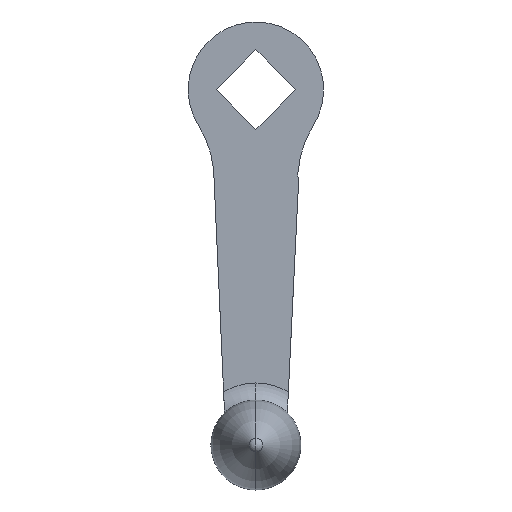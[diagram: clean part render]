
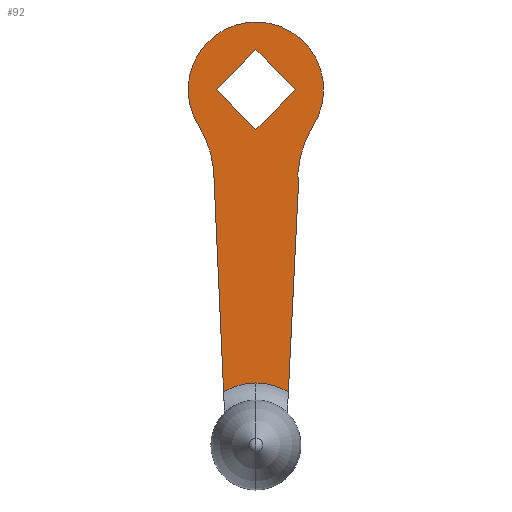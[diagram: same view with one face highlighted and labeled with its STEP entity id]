
A CAD part, front view. The second image highlights one B-rep face of the part: STEP entity #92.
In plain terms, the highlighted planar face has unit normal (0, -1, 0).
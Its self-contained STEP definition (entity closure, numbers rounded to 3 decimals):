
#92=ADVANCED_FACE('',(#194,#195),#196,.F.);
#194=FACE_OUTER_BOUND('',#306,.T.);
#195=FACE_BOUND('',#307,.T.);
#196=PLANE('',#308);
#306=EDGE_LOOP('',(#495,#496,#497,#498,#499,#500,#501,#502));
#307=EDGE_LOOP('',(#503,#504,#505,#506));
#308=AXIS2_PLACEMENT_3D('',#507,#508,#509);
#495=ORIENTED_EDGE('',*,*,#707,.F.);
#496=ORIENTED_EDGE('',*,*,#708,.T.);
#497=ORIENTED_EDGE('',*,*,#674,.T.);
#498=ORIENTED_EDGE('',*,*,#709,.F.);
#499=ORIENTED_EDGE('',*,*,#710,.F.);
#500=ORIENTED_EDGE('',*,*,#661,.F.);
#501=ORIENTED_EDGE('',*,*,#711,.F.);
#502=ORIENTED_EDGE('',*,*,#712,.F.);
#503=ORIENTED_EDGE('',*,*,#713,.F.);
#504=ORIENTED_EDGE('',*,*,#714,.F.);
#505=ORIENTED_EDGE('',*,*,#715,.F.);
#506=ORIENTED_EDGE('',*,*,#716,.F.);
#507=CARTESIAN_POINT('',(0.,-20.0,-10.5));
#508=DIRECTION('',(-0.0,1.0,0.0));
#509=DIRECTION('',(0.,0.0,1.0));
#661=EDGE_CURVE('',#779,#782,#783,.T.);
#674=EDGE_CURVE('',#800,#804,#806,.T.);
#707=EDGE_CURVE('',#850,#851,#852,.T.);
#708=EDGE_CURVE('',#850,#800,#853,.T.);
#709=EDGE_CURVE('',#854,#804,#855,.T.);
#710=EDGE_CURVE('',#782,#854,#856,.T.);
#711=EDGE_CURVE('',#857,#779,#858,.T.);
#712=EDGE_CURVE('',#851,#857,#859,.T.);
#713=EDGE_CURVE('',#860,#861,#862,.T.);
#714=EDGE_CURVE('',#863,#860,#864,.T.);
#715=EDGE_CURVE('',#865,#863,#866,.T.);
#716=EDGE_CURVE('',#861,#865,#867,.T.);
#779=VERTEX_POINT('',#941);
#782=VERTEX_POINT('',#945);
#783=CIRCLE('',#946,12.);
#800=VERTEX_POINT('',#967);
#804=VERTEX_POINT('',#971);
#806=CIRCLE('',#992,11.0);
#850=VERTEX_POINT('',#1040);
#851=VERTEX_POINT('',#1041);
#852=LINE('',#1042,#1043);
#853=CIRCLE('',#1044,11.0);
#854=VERTEX_POINT('',#1045);
#855=LINE('',#1046,#1047);
#856=CIRCLE('',#1048,18.);
#857=VERTEX_POINT('',#1049);
#858=CIRCLE('',#1050,12.);
#859=CIRCLE('',#1051,18.);
#860=VERTEX_POINT('',#1052);
#861=VERTEX_POINT('',#1053);
#862=LINE('',#1054,#1055);
#863=VERTEX_POINT('',#1056);
#864=LINE('',#1057,#1058);
#865=VERTEX_POINT('',#1059);
#866=LINE('',#1060,#1061);
#867=LINE('',#1062,#1063);
#941=CARTESIAN_POINT('',(-10.165,-20.0,6.378));
#945=CARTESIAN_POINT('',(10.165,-20.0,-6.378));
#946=AXIS2_PLACEMENT_3D('',#1173,#1174,#1175);
#967=CARTESIAN_POINT('',(0.,-20.0,-52.));
#971=CARTESIAN_POINT('',(5.747,-20.0,-53.62));
#992=AXIS2_PLACEMENT_3D('',#1195,#1196,#1197);
#1040=CARTESIAN_POINT('',(-5.727,-20.0,-53.609));
#1041=CARTESIAN_POINT('',(-7.5,-20.0,-14.168));
#1042=CARTESIAN_POINT('',(-6.575,-20.0,-34.757));
#1043=VECTOR('',#1250,1.0);
#1044=AXIS2_PLACEMENT_3D('',#1251,#1252,#1253);
#1045=CARTESIAN_POINT('',(7.5,-20.0,-17.72));
#1046=CARTESIAN_POINT('',(7.667,-20.0,-14.302));
#1047=VECTOR('',#1254,1.0);
#1048=AXIS2_PLACEMENT_3D('',#1255,#1256,#1257);
#1049=CARTESIAN_POINT('',(-10.165,-20.0,-6.378));
#1050=AXIS2_PLACEMENT_3D('',#1258,#1259,#1260);
#1051=AXIS2_PLACEMENT_3D('',#1261,#1262,#1263);
#1052=CARTESIAN_POINT('',(-7.071,-20.0,0.));
#1053=CARTESIAN_POINT('',(0.,-20.0,-7.071));
#1054=CARTESIAN_POINT('',(0.857,-20.0,-7.928));
#1055=VECTOR('',#1264,1.0);
#1056=CARTESIAN_POINT('',(0.,-20.0,7.071));
#1057=CARTESIAN_POINT('',(-7.928,-20.0,-0.857));
#1058=VECTOR('',#1265,1.0);
#1059=CARTESIAN_POINT('',(7.071,-20.0,0.));
#1060=CARTESIAN_POINT('',(4.393,-20.0,2.678));
#1061=VECTOR('',#1266,1.0);
#1062=CARTESIAN_POINT('',(2.678,-20.0,-4.393));
#1063=VECTOR('',#1267,1.0);
#1173=CARTESIAN_POINT('',(0.,-20.0,0.));
#1174=DIRECTION('',(0.0,1.0,0.0));
#1175=DIRECTION('',(0.847,0.0,-0.531));
#1195=CARTESIAN_POINT('',(0.0,-20.0,-63.));
#1196=DIRECTION('',(-0.0,1.0,0.0));
#1197=DIRECTION('',(0.,0.0,1.0));
#1250=DIRECTION('',(-0.045,0.0,0.999));
#1251=CARTESIAN_POINT('',(0.0,-20.0,-63.));
#1252=DIRECTION('',(-0.0,1.0,0.0));
#1253=DIRECTION('',(0.,0.0,1.0));
#1254=DIRECTION('',(-0.049,0.0,-0.999));
#1255=CARTESIAN_POINT('',(25.412,-20.0,-15.944));
#1256=DIRECTION('',(0.0,-1.0,-0.0));
#1257=DIRECTION('',(-0.995,0.0,-0.099));
#1258=CARTESIAN_POINT('',(0.,-20.0,0.));
#1259=DIRECTION('',(0.0,1.0,0.0));
#1260=DIRECTION('',(0.847,0.0,-0.531));
#1261=CARTESIAN_POINT('',(-25.412,-20.0,-15.944));
#1262=DIRECTION('',(0.0,-1.0,0.0));
#1263=DIRECTION('',(0.847,0.0,0.531));
#1264=DIRECTION('',(0.707,0.0,-0.707));
#1265=DIRECTION('',(-0.707,0.0,-0.707));
#1266=DIRECTION('',(-0.707,0.0,0.707));
#1267=DIRECTION('',(0.707,0.0,0.707));
